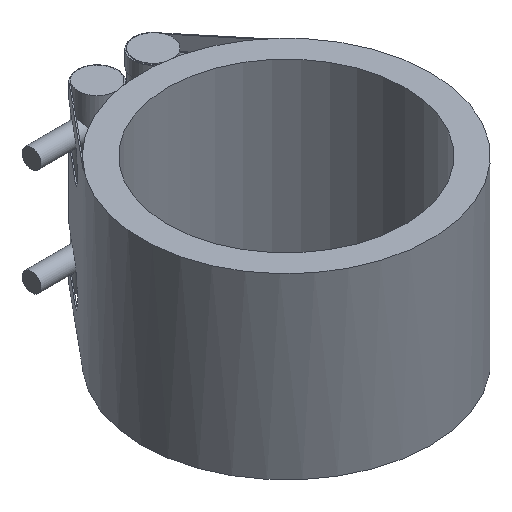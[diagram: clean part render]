
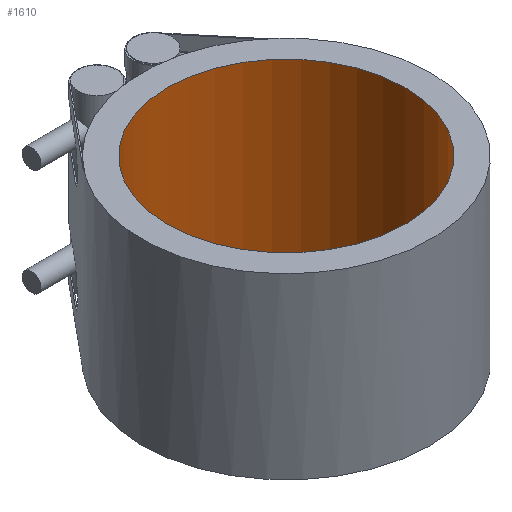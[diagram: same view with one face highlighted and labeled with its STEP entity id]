
A CAD part, isometric view. The second image highlights one B-rep face of the part: STEP entity #1610.
In plain terms, the highlighted cylindrical face has radius 62.5 mm (diameter 125 mm), a full revolution.
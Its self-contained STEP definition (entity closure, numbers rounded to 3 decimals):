
#364=CYLINDRICAL_SURFACE('',#1752,62.5);
#418=FACE_BOUND('',#594,.T.);
#466=FACE_OUTER_BOUND('',#593,.T.);
#593=EDGE_LOOP('',(#1313));
#594=EDGE_LOOP('',(#1314));
#691=CIRCLE('',#1753,62.5);
#692=CIRCLE('',#1754,62.5);
#831=VERTEX_POINT('',#2856);
#832=VERTEX_POINT('',#2858);
#1007=EDGE_CURVE('',#831,#831,#691,.T.);
#1008=EDGE_CURVE('',#832,#832,#692,.T.);
#1313=ORIENTED_EDGE('',*,*,#1007,.F.);
#1314=ORIENTED_EDGE('',*,*,#1008,.F.);
#1610=ADVANCED_FACE('',(#466,#418),#364,.F.);
#1752=AXIS2_PLACEMENT_3D('',#2855,#2089,#2090);
#1753=AXIS2_PLACEMENT_3D('',#2857,#2091,#2092);
#1754=AXIS2_PLACEMENT_3D('',#2859,#2093,#2094);
#2089=DIRECTION('center_axis',(0.,0.,1.));
#2090=DIRECTION('ref_axis',(-1.,0.,0.));
#2091=DIRECTION('center_axis',(0.,0.,1.));
#2092=DIRECTION('ref_axis',(-1.,0.,0.));
#2093=DIRECTION('center_axis',(0.,0.,-1.));
#2094=DIRECTION('ref_axis',(-1.,0.,0.));
#2855=CARTESIAN_POINT('Origin',(0.,0.,0.));
#2856=CARTESIAN_POINT('',(62.5,0.,-47.));
#2857=CARTESIAN_POINT('Origin',(0.,0.,-47.));
#2858=CARTESIAN_POINT('',(62.5,0.,47.));
#2859=CARTESIAN_POINT('Origin',(0.,0.,47.));
